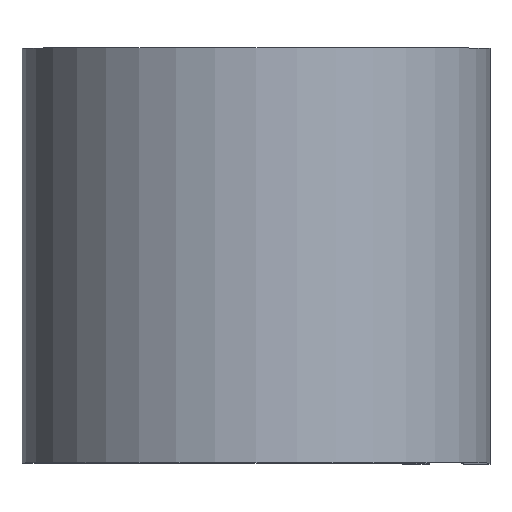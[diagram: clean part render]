
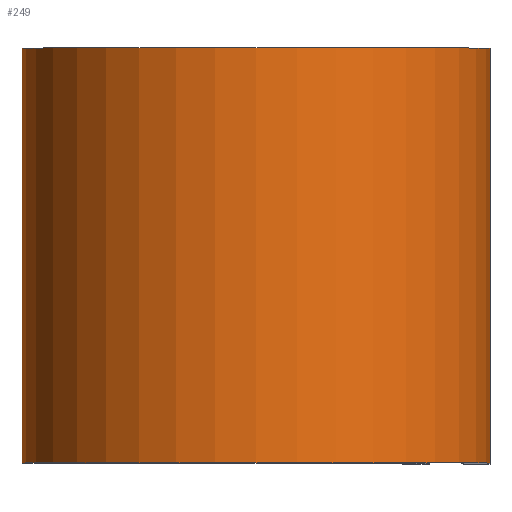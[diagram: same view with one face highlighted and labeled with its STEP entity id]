
A CAD part, top view. The second image highlights one B-rep face of the part: STEP entity #249.
In plain terms, the highlighted cylindrical face has radius 10.744 mm (diameter 21.488 mm), a partial arc.
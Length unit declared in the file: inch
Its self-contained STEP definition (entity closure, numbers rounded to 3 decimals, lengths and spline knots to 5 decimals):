
#31 = ORIENTED_EDGE ( 'NONE', *, *, #298, .F. ) ;
#47 = EDGE_CURVE ( 'NONE', #517, #518, #627, .T. ) ;
#62 = DIRECTION ( 'NONE',  ( 0., -1., 0. ) ) ;
#167 = VERTEX_POINT ( 'NONE', #559 ) ;
#180 = EDGE_CURVE ( 'NONE', #167, #681, #699, .T. ) ;
#210 = ORIENTED_EDGE ( 'NONE', *, *, #47, .T. ) ;
#244 = ORIENTED_EDGE ( 'NONE', *, *, #540, .T. ) ;
#249 = ADVANCED_FACE ( 'NONE', ( #700 ), #716, .T. ) ;
#254 = DIRECTION ( 'NONE',  ( 0., -1., 0. ) ) ;
#283 = CARTESIAN_POINT ( 'NONE',  ( 0.423, 0.375, 0. ) ) ;
#296 = CIRCLE ( 'NONE', #592, 0.423 ) ;
#297 = DIRECTION ( 'NONE',  ( 0., 1., 0. ) ) ;
#298 = EDGE_CURVE ( 'NONE', #517, #167, #505, .T. ) ;
#308 = ORIENTED_EDGE ( 'NONE', *, *, #180, .F. ) ;
#328 = DIRECTION ( 'NONE',  ( 0., 1., 0. ) ) ;
#329 = CARTESIAN_POINT ( 'NONE',  ( 0., 0.375, 0. ) ) ;
#330 = CARTESIAN_POINT ( 'NONE',  ( 0., 0.375, -0.423 ) ) ;
#367 = CARTESIAN_POINT ( 'NONE',  ( 0.423, -0.375, 0. ) ) ;
#371 = CARTESIAN_POINT ( 'NONE',  ( 0., -0.375, -0.423 ) ) ;
#413 = DIRECTION ( 'NONE',  ( 0., 0., -1. ) ) ;
#415 = CARTESIAN_POINT ( 'NONE',  ( 0., -0.375, 0. ) ) ;
#424 = DIRECTION ( 'NONE',  ( 1., 0., 0. ) ) ;
#429 = CARTESIAN_POINT ( 'NONE',  ( 0., 0.375, -0.423 ) ) ;
#505 = CIRCLE ( 'NONE', #693, 0.423 ) ;
#517 = VERTEX_POINT ( 'NONE', #330 ) ;
#518 = VERTEX_POINT ( 'NONE', #371 ) ;
#521 = AXIS2_PLACEMENT_3D ( 'NONE', #329, #254, #413 ) ;
#530 = VECTOR ( 'NONE', #62, 39.37008 ) ;
#540 = EDGE_CURVE ( 'NONE', #518, #681, #296, .T. ) ;
#559 = CARTESIAN_POINT ( 'NONE',  ( 0.423, 0.375, 0. ) ) ;
#592 = AXIS2_PLACEMENT_3D ( 'NONE', #415, #328, #424 ) ;
#593 = CARTESIAN_POINT ( 'NONE',  ( 0., 0.375, 0. ) ) ;
#627 = LINE ( 'NONE', #429, #530 ) ;
#639 = DIRECTION ( 'NONE',  ( 0., -1., 0. ) ) ;
#643 = EDGE_LOOP ( 'NONE', ( #244, #308, #31, #210 ) ) ;
#655 = VECTOR ( 'NONE', #639, 39.37008 ) ;
#658 = DIRECTION ( 'NONE',  ( 1., 0., 0. ) ) ;
#681 = VERTEX_POINT ( 'NONE', #367 ) ;
#693 = AXIS2_PLACEMENT_3D ( 'NONE', #593, #297, #658 ) ;
#699 = LINE ( 'NONE', #283, #655 ) ;
#700 = FACE_OUTER_BOUND ( 'NONE', #643, .T. ) ;
#716 = CYLINDRICAL_SURFACE ( 'NONE', #521, 0.423 ) ;
